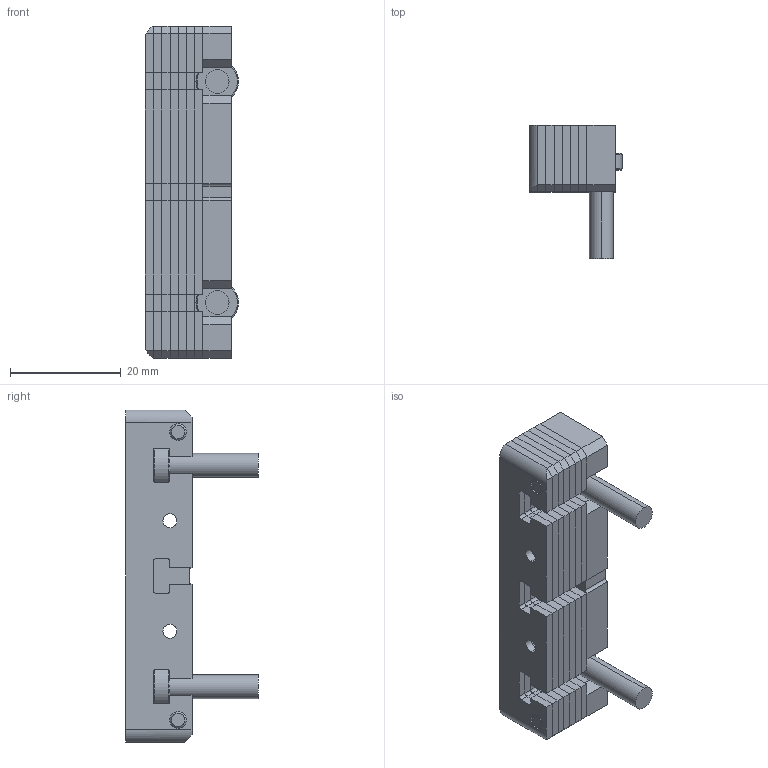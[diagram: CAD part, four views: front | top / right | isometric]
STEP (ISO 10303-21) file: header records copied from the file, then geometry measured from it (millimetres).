
FILE_DESCRIPTION (( 'STEP AP203' ), '1' );
FILE_NAME ('fa13.STEP', '2024-11-04T15:14:22', ( '' ), ( '' ), 'SwSTEP 2.0', 'SolidWorks 2019', '' );
FILE_SCHEMA (( 'CONFIG_CONTROL_DESIGN' ));
Length unit declared in the file: millimetre
Products named in the file (6): Lamellar_Gas_Vent_ISGL60 d4141a3161369603d45f81531772563a; Pin_60 d4141a3161369603d45f81531772563a; Bolt_60 d4141a3161369603d45f81531772563a; Lamela_60 d4141a3161369603d45f81531772563a; fa13; Lamela_60_R d4141a3161369603d45f81531772563a
Assembly tree (11 placements, depth 2):
  fa13
    Lamellar_Gas_Vent_ISGL60 d4141a3161369603d45f81531772563a
    Lamela_60 d4141a3161369603d45f81531772563a  x5
    Lamela_60_R d4141a3161369603d45f81531772563a
    Bolt_60 d4141a3161369603d45f81531772563a  x2
    Pin_60 d4141a3161369603d45f81531772563a  x2
Bounding box: 16.81 x 24 x 60 mm (x, y, z)
Volume: 10230.4 mm3; surface area: 14234.9 mm2
Topology: 12 solids, 12 shells, 444 faces, 1238 edges, 820 vertices
Faces by surface type: plane 258, cylinder 170, cone 16
Entity records: 7856 total; most frequent: CARTESIAN_POINT 1241, DIRECTION 1240, ORIENTED_EDGE 1208, EDGE_CURVE 604, LINE 426, VECTOR 426, AXIS2_PLACEMENT_3D 407, VERTEX_POINT 400
